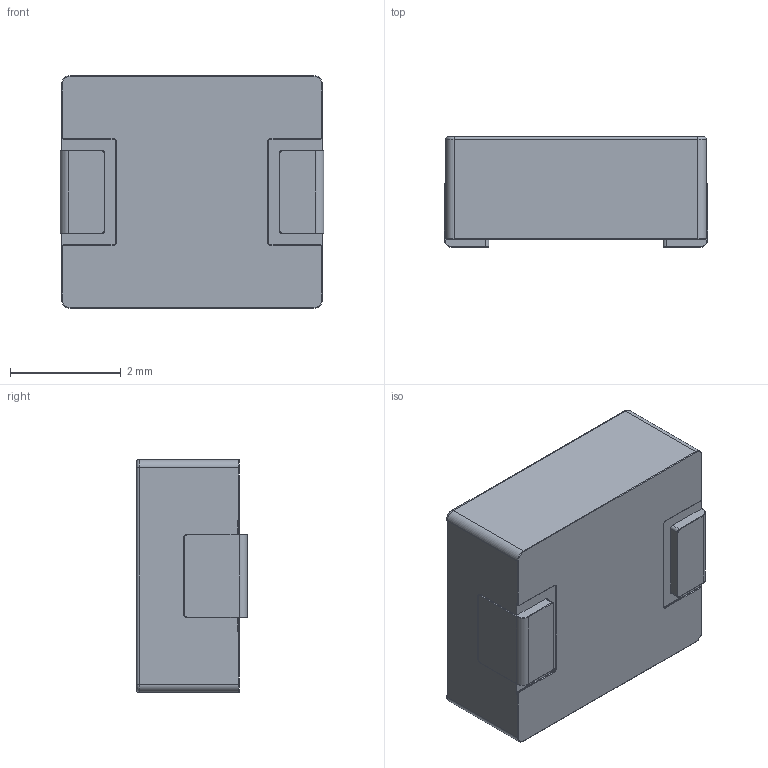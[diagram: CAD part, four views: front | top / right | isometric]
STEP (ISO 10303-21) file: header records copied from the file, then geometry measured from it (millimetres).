
FILE_DESCRIPTION(/* description */ (''),/* implementation_level */ '2;1');
FILE_NAME(/* name */ 'COILMX-MS0420.step',/* time_stamp */ '2020-06-26T00:15:54+02:00',/* author */ (''),/* organization */ (''),/* preprocessor_version */ 'ST-DEVELOPER v18.1',/* originating_system */ 'Autodesk Translation Framework v9.3.0.1241',/* authorisation */ '');
FILE_SCHEMA (('AUTOMOTIVE_DESIGN { 1 0 10303 214 3 1 1 }'));
Length unit declared in the file: millimetre
Products named in the file (1): (Unsaved)
Bounding box: 4.75 x 2 x 4.2 mm (x, y, z)
Volume: 36.7 mm3; surface area: 75.3 mm2
Topology: 1 solids, 1 shells, 145 faces, 338 edges, 196 vertices
Faces by surface type: cylinder 70, torus 40, plane 35
Entity records: 4173 total; most frequent: DIRECTION 806, CARTESIAN_POINT 680, ORIENTED_EDGE 676, EDGE_CURVE 338, AXIS2_PLACEMENT_3D 322, VERTEX_POINT 196, CIRCLE 176, LINE 162
